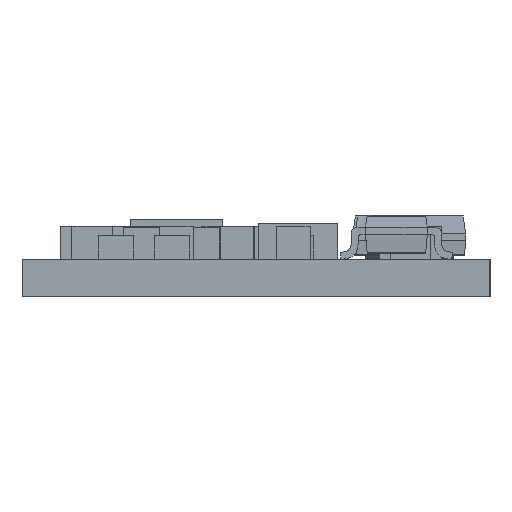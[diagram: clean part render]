
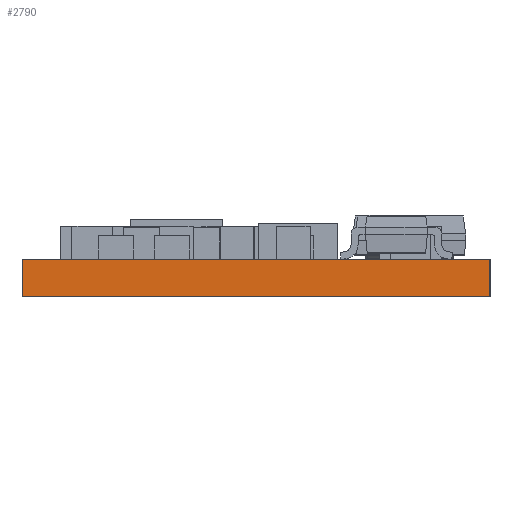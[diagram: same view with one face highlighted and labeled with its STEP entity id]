
A CAD part, left-side view. The second image highlights one B-rep face of the part: STEP entity #2790.
In plain terms, the highlighted planar face has unit normal (-1, 0, 0).
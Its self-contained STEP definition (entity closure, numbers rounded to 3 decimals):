
#376 = LINE ( 'NONE', #23607, #22827 ) ;
#952 = CARTESIAN_POINT ( 'NONE',  ( 0., 0., 1.016 ) ) ;
#2790 = ADVANCED_FACE ( 'NONE', ( #4722 ), #21233, .F. ) ;
#4722 = FACE_OUTER_BOUND ( 'NONE', #37693, .T. ) ;
#10546 = ORIENTED_EDGE ( 'NONE', *, *, #15546, .F. ) ;
#12167 = AXIS2_PLACEMENT_3D ( 'NONE', #40231, #27495, #40367 ) ;
#12301 = LINE ( 'NONE', #952, #16293 ) ;
#12340 = CARTESIAN_POINT ( 'NONE',  ( 0., 12.7, 1.016 ) ) ;
#12515 = DIRECTION ( 'NONE',  ( 0., 0., -1. ) ) ;
#13327 = EDGE_CURVE ( 'NONE', #32162, #14062, #376, .T. ) ;
#13332 = CARTESIAN_POINT ( 'NONE',  ( 0., 12.7, 1.016 ) ) ;
#14062 = VERTEX_POINT ( 'NONE', #16893 ) ;
#14083 = LINE ( 'NONE', #13332, #24486 ) ;
#15144 = CARTESIAN_POINT ( 'NONE',  ( 0., 12.7, 0. ) ) ;
#15546 = EDGE_CURVE ( 'NONE', #23297, #14062, #12301, .T. ) ;
#16293 = VECTOR ( 'NONE', #33129, 1000. ) ;
#16893 = CARTESIAN_POINT ( 'NONE',  ( 0., 0., 0. ) ) ;
#17567 = ORIENTED_EDGE ( 'NONE', *, *, #22369, .F. ) ;
#19261 = ORIENTED_EDGE ( 'NONE', *, *, #13327, .T. ) ;
#20664 = ORIENTED_EDGE ( 'NONE', *, *, #39842, .T. ) ;
#21233 = PLANE ( 'NONE',  #12167 ) ;
#21554 = VECTOR ( 'NONE', #12515, 1000. ) ;
#22059 = CARTESIAN_POINT ( 'NONE',  ( 0., 12.7, 1.016 ) ) ;
#22369 = EDGE_CURVE ( 'NONE', #34858, #23297, #14083, .T. ) ;
#22827 = VECTOR ( 'NONE', #40929, 1000. ) ;
#23297 = VERTEX_POINT ( 'NONE', #34644 ) ;
#23607 = CARTESIAN_POINT ( 'NONE',  ( 0., 12.7, 0. ) ) ;
#24486 = VECTOR ( 'NONE', #35865, 1000. ) ;
#27495 = DIRECTION ( 'NONE',  ( 1., 0., 0. ) ) ;
#32162 = VERTEX_POINT ( 'NONE', #15144 ) ;
#33129 = DIRECTION ( 'NONE',  ( 0., 0., -1. ) ) ;
#34644 = CARTESIAN_POINT ( 'NONE',  ( 0., 0., 1.016 ) ) ;
#34858 = VERTEX_POINT ( 'NONE', #12340 ) ;
#35865 = DIRECTION ( 'NONE',  ( 0., -1., 0. ) ) ;
#37549 = LINE ( 'NONE', #22059, #21554 ) ;
#37693 = EDGE_LOOP ( 'NONE', ( #19261, #10546, #17567, #20664 ) ) ;
#39842 = EDGE_CURVE ( 'NONE', #34858, #32162, #37549, .T. ) ;
#40231 = CARTESIAN_POINT ( 'NONE',  ( 0., 12.7, 1.016 ) ) ;
#40367 = DIRECTION ( 'NONE',  ( 0., 0., -1. ) ) ;
#40929 = DIRECTION ( 'NONE',  ( 0., -1., 0. ) ) ;
